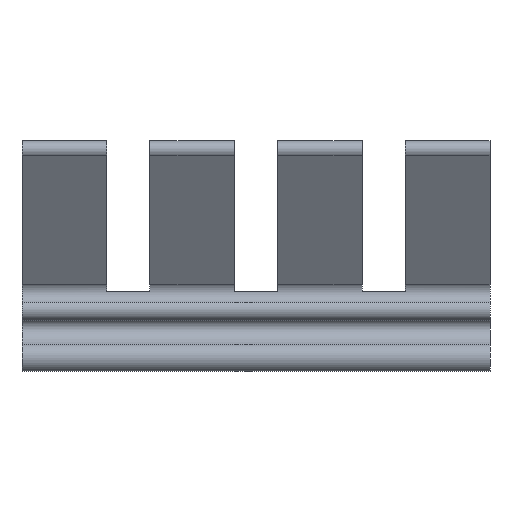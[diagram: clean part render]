
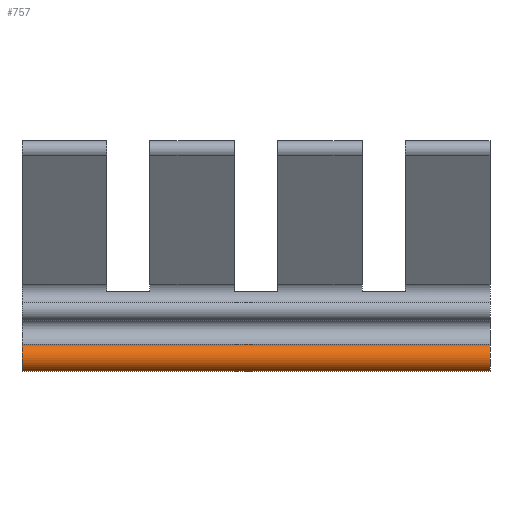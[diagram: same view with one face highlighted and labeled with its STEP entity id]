
A CAD part, front view. The second image highlights one B-rep face of the part: STEP entity #757.
In plain terms, the highlighted cylindrical face has radius 0.4 mm (diameter 0.8 mm), a partial arc.
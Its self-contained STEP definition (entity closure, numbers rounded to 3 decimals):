
#91 = VERTEX_POINT('',#92);
#92 = CARTESIAN_POINT('',(6.5,-6.9,0.742));
#99 = EDGE_CURVE('',#91,#100,#102,.T.);
#100 = VERTEX_POINT('',#101);
#101 = CARTESIAN_POINT('',(6.5,-6.9,0.));
#102 = CIRCLE('',#103,0.4);
#103 = AXIS2_PLACEMENT_3D('',#104,#105,#106);
#104 = CARTESIAN_POINT('',(6.5,-6.75,0.371));
#105 = DIRECTION('',(1.,0.,0.));
#106 = DIRECTION('',(0.,1.,0.));
#733 = EDGE_CURVE('',#91,#734,#736,.T.);
#734 = VERTEX_POINT('',#735);
#735 = CARTESIAN_POINT('',(-6.5,-6.9,0.742));
#736 = LINE('',#737,#738);
#737 = CARTESIAN_POINT('',(6.5,-6.9,0.742));
#738 = VECTOR('',#739,1.);
#739 = DIRECTION('',(-1.,0.,0.));
#757 = ADVANCED_FACE('',(#758),#777,.T.);
#758 = FACE_BOUND('',#759,.T.);
#759 = EDGE_LOOP('',(#760,#761,#770,#776));
#760 = ORIENTED_EDGE('',*,*,#733,.T.);
#761 = ORIENTED_EDGE('',*,*,#762,.T.);
#762 = EDGE_CURVE('',#734,#763,#765,.T.);
#763 = VERTEX_POINT('',#764);
#764 = CARTESIAN_POINT('',(-6.5,-6.9,0.));
#765 = CIRCLE('',#766,0.4);
#766 = AXIS2_PLACEMENT_3D('',#767,#768,#769);
#767 = CARTESIAN_POINT('',(-6.5,-6.75,0.371));
#768 = DIRECTION('',(1.,0.,0.));
#769 = DIRECTION('',(0.,1.,0.));
#770 = ORIENTED_EDGE('',*,*,#771,.F.);
#771 = EDGE_CURVE('',#100,#763,#772,.T.);
#772 = LINE('',#773,#774);
#773 = CARTESIAN_POINT('',(6.5,-6.9,0.));
#774 = VECTOR('',#775,1.);
#775 = DIRECTION('',(-1.,0.,0.));
#776 = ORIENTED_EDGE('',*,*,#99,.F.);
#777 = CYLINDRICAL_SURFACE('',#778,0.4);
#778 = AXIS2_PLACEMENT_3D('',#779,#780,#781);
#779 = CARTESIAN_POINT('',(6.5,-6.75,0.371));
#780 = DIRECTION('',(1.,0.,0.));
#781 = DIRECTION('',(0.,1.,0.));
